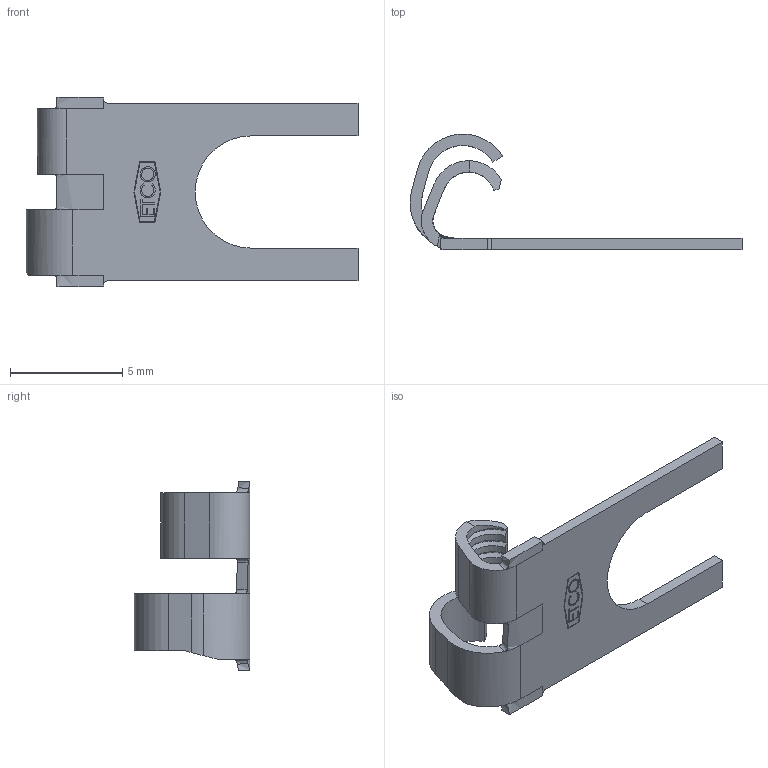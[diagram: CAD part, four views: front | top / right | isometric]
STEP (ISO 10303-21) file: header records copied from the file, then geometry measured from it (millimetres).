
FILE_DESCRIPTION (( 'STEP AP203' ), '1' );
FILE_NAME ('05390.STEP', '2019-12-30T18:33:33', ( 'tempuser' ), ( 'Microsoft' ), 'SwSTEP 2.0', 'SolidWorks 2019', '' );
FILE_SCHEMA (( 'CONFIG_CONTROL_DESIGN' ));
Length unit declared in the file: inch
Products named in the file (1): 05390
Bounding box: 14.79 x 5.16 x 8.43 mm (x, y, z)
Volume: 56.4 mm3; surface area: 271.8 mm2
Topology: 1 solids, 1 shells, 162 faces, 432 edges, 279 vertices
Faces by surface type: plane 91, bspline 30, cylinder 21, cone 20
Entity records: 6765 total; most frequent: CARTESIAN_POINT 2872, ORIENTED_EDGE 864, DIRECTION 667, EDGE_CURVE 432, VECTOR 301, LINE 301, VERTEX_POINT 279, AXIS2_PLACEMENT_3D 183
